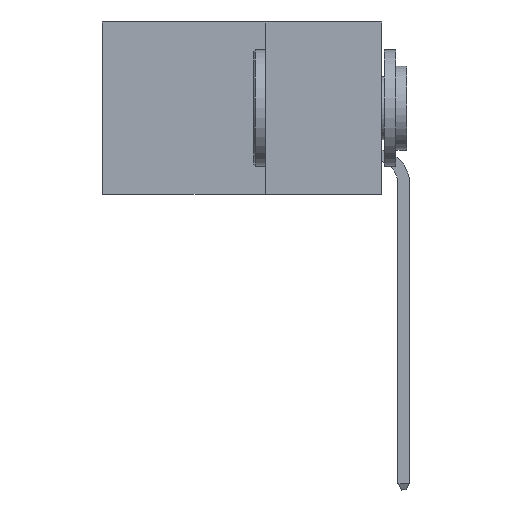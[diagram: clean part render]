
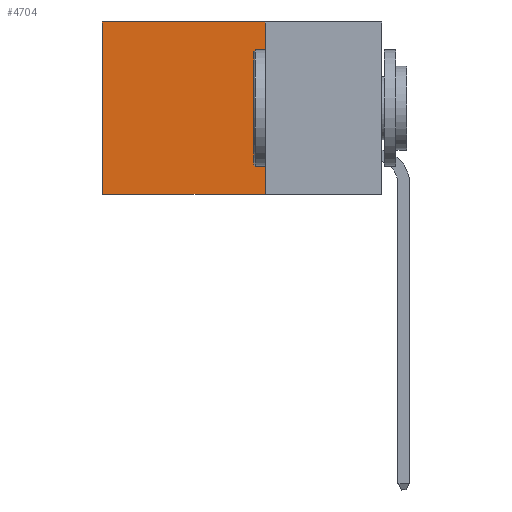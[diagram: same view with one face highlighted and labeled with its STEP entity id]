
A CAD part, left-side view. The second image highlights one B-rep face of the part: STEP entity #4704.
In plain terms, the highlighted planar face has unit normal (-1, 0, 0).
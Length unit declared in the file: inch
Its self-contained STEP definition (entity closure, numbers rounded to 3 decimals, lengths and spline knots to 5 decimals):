
#685 = ORIENTED_EDGE ( 'NONE', *, *, #6372, .F. ) ;
#790 = LINE ( 'NONE', #4196, #8629 ) ;
#795 = VERTEX_POINT ( 'NONE', #6431 ) ;
#848 = DIRECTION ( 'NONE',  ( 0., 0., -1. ) ) ;
#922 = AXIS2_PLACEMENT_3D ( 'NONE', #3051, #6116, #1416 ) ;
#1209 = FACE_OUTER_BOUND ( 'NONE', #5540, .T. ) ;
#1299 = VECTOR ( 'NONE', #4507, 39.37008 ) ;
#1350 = VERTEX_POINT ( 'NONE', #3986 ) ;
#1413 = CARTESIAN_POINT ( 'NONE',  ( 0.2875, 0.25, 0. ) ) ;
#1416 = DIRECTION ( 'NONE',  ( 0., 0., -1. ) ) ;
#1525 = LINE ( 'NONE', #1413, #5376 ) ;
#1862 = ORIENTED_EDGE ( 'NONE', *, *, #4294, .F. ) ;
#2110 = CARTESIAN_POINT ( 'NONE',  ( 0.2875, 0.25, 0. ) ) ;
#2147 = DIRECTION ( 'NONE',  ( 0., 1., 0. ) ) ;
#2566 = CARTESIAN_POINT ( 'NONE',  ( 0.2875, 0.25, -0.37 ) ) ;
#2997 = VERTEX_POINT ( 'NONE', #9168 ) ;
#3051 = CARTESIAN_POINT ( 'NONE',  ( 0.2875, 0.25, 0. ) ) ;
#3097 = DIRECTION ( 'NONE',  ( 0., 1., 0. ) ) ;
#3986 = CARTESIAN_POINT ( 'NONE',  ( 0.2875, 0.6, -0.37 ) ) ;
#4196 = CARTESIAN_POINT ( 'NONE',  ( 0.2875, 0.6, 0. ) ) ;
#4294 = EDGE_CURVE ( 'NONE', #795, #1350, #4324, .T. ) ;
#4324 = LINE ( 'NONE', #2566, #6652 ) ;
#4507 = DIRECTION ( 'NONE',  ( 0., 0., -1. ) ) ;
#4684 = PLANE ( 'NONE',  #922 ) ;
#4704 = ADVANCED_FACE ( 'NONE', ( #1209 ), #4684, .F. ) ;
#4710 = ORIENTED_EDGE ( 'NONE', *, *, #6635, .T. ) ;
#5376 = VECTOR ( 'NONE', #3097, 39.37008 ) ;
#5540 = EDGE_LOOP ( 'NONE', ( #4710, #1862, #685, #9859 ) ) ;
#5670 = CARTESIAN_POINT ( 'NONE',  ( 0.2875, 0.6, 0. ) ) ;
#6116 = DIRECTION ( 'NONE',  ( 1., 0., 0. ) ) ;
#6372 = EDGE_CURVE ( 'NONE', #2997, #795, #9842, .T. ) ;
#6431 = CARTESIAN_POINT ( 'NONE',  ( 0.2875, 0.25, -0.37 ) ) ;
#6635 = EDGE_CURVE ( 'NONE', #6868, #1350, #790, .T. ) ;
#6652 = VECTOR ( 'NONE', #2147, 39.37008 ) ;
#6765 = EDGE_CURVE ( 'NONE', #2997, #6868, #1525, .T. ) ;
#6868 = VERTEX_POINT ( 'NONE', #5670 ) ;
#8629 = VECTOR ( 'NONE', #848, 39.37008 ) ;
#9168 = CARTESIAN_POINT ( 'NONE',  ( 0.2875, 0.25, 0. ) ) ;
#9842 = LINE ( 'NONE', #2110, #1299 ) ;
#9859 = ORIENTED_EDGE ( 'NONE', *, *, #6765, .T. ) ;
